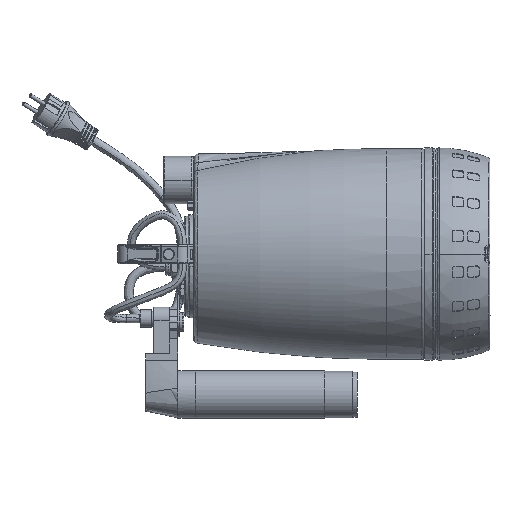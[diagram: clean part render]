
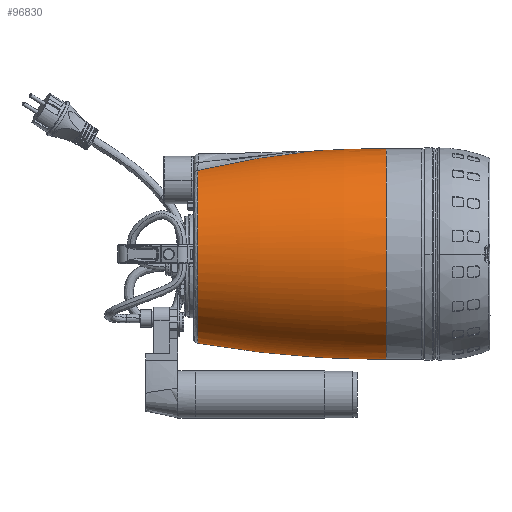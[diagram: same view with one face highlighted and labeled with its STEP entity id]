
A CAD part, left-side view. The second image highlights one B-rep face of the part: STEP entity #96830.
In plain terms, the highlighted toroidal (fillet/blend) face has major radius 1069.78 mm and minor radius 1183.03 mm.
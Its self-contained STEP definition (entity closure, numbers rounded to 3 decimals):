
#1052 = CARTESIAN_POINT ( 'NONE',  ( -130.535, 113.234, -9.763 ) ) ;
#2272 = CARTESIAN_POINT ( 'NONE',  ( -132.156, 95.099, -0.614 ) ) ;
#3171 = EDGE_CURVE ( 'NONE', #49198, #8339, #106012, .T. ) ;
#3978 = CARTESIAN_POINT ( 'NONE',  ( -90.896, 229.415, -66.936 ) ) ;
#4586 = CARTESIAN_POINT ( 'NONE',  ( 68.142, 229.415, -38.128 ) ) ;
#4707 = AXIS2_PLACEMENT_3D ( 'NONE', #5681, #72465, #43107 ) ;
#5265 = VERTEX_POINT ( 'NONE', #73104 ) ;
#5681 = CARTESIAN_POINT ( 'NONE',  ( -20.893, 26.561, 0. ) ) ;
#6897 = FACE_OUTER_BOUND ( 'NONE', #102056, .T. ) ;
#7690 = CARTESIAN_POINT ( 'NONE',  ( -1090.673, 26.561, 0. ) ) ;
#8339 = VERTEX_POINT ( 'NONE', #46748 ) ;
#10869 = CARTESIAN_POINT ( 'NONE',  ( -118.129, 194.833, -28.366 ) ) ;
#13188 = CARTESIAN_POINT ( 'NONE',  ( 28.243, 229.415, -84.418 ) ) ;
#14982 = CARTESIAN_POINT ( 'NONE',  ( -108.595, 229.415, -38.769 ) ) ;
#20063 = CARTESIAN_POINT ( 'NONE',  ( -128.091, 134.497, -15.651 ) ) ;
#22446 = ORIENTED_EDGE ( 'NONE', *, *, #74609, .F. ) ;
#29267 = CARTESIAN_POINT ( 'NONE',  ( -124.386, 160.298, -21.664 ) ) ;
#29916 = EDGE_CURVE ( 'NONE', #92701, #96175, #100853, .T. ) ;
#30501 = CARTESIAN_POINT ( 'NONE',  ( -126.549, 145.945, -18.437 ) ) ;
#34004 = CARTESIAN_POINT ( 'NONE',  ( -69.133, 229.415, -84.944 ) ) ;
#36591 = CARTESIAN_POINT ( 'NONE',  ( -134.143, 26.561, 0. ) ) ;
#38475 = CARTESIAN_POINT ( 'NONE',  ( -112.546, 220.768, -32.417 ) ) ;
#39084 = CARTESIAN_POINT ( 'NONE',  ( -130.948, 109.059, -8.407 ) ) ;
#39461 = AXIS2_PLACEMENT_3D ( 'NONE', #67072, #117257, #70060 ) ;
#41413 = CARTESIAN_POINT ( 'NONE',  ( -103.787, 229.415, -48.837 ) ) ;
#43107 = DIRECTION ( 'NONE',  ( 1., 0., 0. ) ) ;
#46748 = CARTESIAN_POINT ( 'NONE',  ( -110.539, 229.415, -33.578 ) ) ;
#47023 = CARTESIAN_POINT ( 'NONE',  ( -110.539, 229.415, -33.578 ) ) ;
#47645 = CARTESIAN_POINT ( 'NONE',  ( -129.947, 118.861, -11.466 ) ) ;
#48251 = CARTESIAN_POINT ( 'NONE',  ( -111.216, 226.534, -33.202 ) ) ;
#48795 = ORIENTED_EDGE ( 'NONE', *, *, #3171, .F. ) ;
#48850 = CARTESIAN_POINT ( 'NONE',  ( -129.148, 125.949, -13.441 ) ) ;
#49198 = VERTEX_POINT ( 'NONE', #89826 ) ;
#53079 = DIRECTION ( 'NONE',  ( 0., 1., 0. ) ) ;
#53603 = TOROIDAL_SURFACE ( 'NONE', #4707, -1069.781, 1183.031 ) ;
#55902 = ORIENTED_EDGE ( 'NONE', *, *, #118312, .F. ) ;
#57445 = CARTESIAN_POINT ( 'NONE',  ( -115.111, 209.24, -30.72 ) ) ;
#57481 = B_SPLINE_CURVE_WITH_KNOTS ( 'NONE', 3,
 ( #47023, #48251, #38475, #57445, #10869, #104016, #29267, #30501, #20063, #48850, #47645, #1052, #39084, #86232, #113226, #76446, #67824, #96027, #2272, #114449 ),
 .UNSPECIFIED., .F., .F.,
 ( 4, 1, 1, 1, 1, 1, 1, 1, 1, 1, 1, 1, 1, 1, 1, 1, 1, 4 ),
 ( 0., 0.032, 0.063, 0.127, 0.19, 0.253, 0.317, 0.348, 0.38, 0.411, 0.427, 0.442, 0.458, 0.473, 0.481, 0.488, 0.494, 0.5 ),
 .UNSPECIFIED. ) ;
#61997 = ORIENTED_EDGE ( 'NONE', *, *, #29916, .F. ) ;
#65591 = AXIS2_PLACEMENT_3D ( 'NONE', #119510, #88934, #99305 ) ;
#67072 = CARTESIAN_POINT ( 'NONE',  ( 1048.888, 26.561, 0. ) ) ;
#67824 = CARTESIAN_POINT ( 'NONE',  ( -131.984, 97.277, -3.154 ) ) ;
#68706 = CIRCLE ( 'NONE', #39461, 1183.031 ) ;
#70060 = DIRECTION ( 'NONE',  ( 1., 0., 0. ) ) ;
#72465 = DIRECTION ( 'NONE',  ( 0., -1., 0. ) ) ;
#73104 = CARTESIAN_POINT ( 'NONE',  ( -132.156, 95.099, 0. ) ) ;
#74609 = EDGE_CURVE ( 'NONE', #8339, #5265, #57481, .T. ) ;
#76446 = CARTESIAN_POINT ( 'NONE',  ( -131.84, 99.045, -4.265 ) ) ;
#76644 = EDGE_CURVE ( 'NONE', #49198, #96175, #110147, .T. ) ;
#78170 = CARTESIAN_POINT ( 'NONE',  ( 74.836, 229.415, 0. ) ) ;
#86232 = CARTESIAN_POINT ( 'NONE',  ( -131.331, 104.949, -6.935 ) ) ;
#87951 = CARTESIAN_POINT ( 'NONE',  ( 74.836, 229.415, -5.544 ) ) ;
#88934 = DIRECTION ( 'NONE',  ( 0., -1., 0. ) ) ;
#89742 = CARTESIAN_POINT ( 'NONE',  ( 73.865, 229.415, -16.658 ) ) ;
#89826 = CARTESIAN_POINT ( 'NONE',  ( 74.836, 229.415, 0. ) ) ;
#90252 = CARTESIAN_POINT ( 'NONE',  ( 92.357, 26.561, 0. ) ) ;
#92701 = VERTEX_POINT ( 'NONE', #36591 ) ;
#94500 = AXIS2_PLACEMENT_3D ( 'NONE', #7690, #108251, #53079 ) ;
#96027 = CARTESIAN_POINT ( 'NONE',  ( -132.103, 95.786, -1.963 ) ) ;
#96175 = VERTEX_POINT ( 'NONE', #90252 ) ;
#96830 = ADVANCED_FACE ( 'NONE', ( #6897 ), #53603, .T. ) ;
#97154 = CARTESIAN_POINT ( 'NONE',  ( -3.482, 229.415, -96.117 ) ) ;
#98941 = CARTESIAN_POINT ( 'NONE',  ( -37.296, 229.415, -96.289 ) ) ;
#99305 = DIRECTION ( 'NONE',  ( 1., 0., 0. ) ) ;
#100853 = CIRCLE ( 'NONE', #65591, 113.25 ) ;
#102056 = EDGE_LOOP ( 'NONE', ( #55902, #22446, #48795, #120491, #61997 ) ) ;
#104016 = CARTESIAN_POINT ( 'NONE',  ( -121.429, 177.554, -25.186 ) ) ;
#106012 = B_SPLINE_CURVE_WITH_KNOTS ( 'NONE', 3,
 ( #78170, #87951, #89742, #4586, #117939, #13188, #97154, #98941, #34004, #3978, #41413, #14982, #116162 ),
 .UNSPECIFIED., .F., .F.,
 ( 4, 1, 1, 1, 1, 1, 1, 1, 1, 1, 4 ),
 ( 0., 0.063, 0.125, 0.25, 0.375, 0.5, 0.625, 0.75, 0.875, 0.937, 1. ),
 .UNSPECIFIED. ) ;
#108251 = DIRECTION ( 'NONE',  ( 0., 0., -1. ) ) ;
#110147 = CIRCLE ( 'NONE', #94500, 1183.031 ) ;
#113226 = CARTESIAN_POINT ( 'NONE',  ( -131.626, 101.603, -5.548 ) ) ;
#114449 = CARTESIAN_POINT ( 'NONE',  ( -132.156, 95.099, 0. ) ) ;
#116162 = CARTESIAN_POINT ( 'NONE',  ( -110.539, 229.415, -33.578 ) ) ;
#117257 = DIRECTION ( 'NONE',  ( 0., 0., 1. ) ) ;
#117939 = CARTESIAN_POINT ( 'NONE',  ( 54.078, 229.415, -62.626 ) ) ;
#118312 = EDGE_CURVE ( 'NONE', #5265, #92701, #68706, .T. ) ;
#119510 = CARTESIAN_POINT ( 'NONE',  ( -20.893, 26.561, 0. ) ) ;
#120491 = ORIENTED_EDGE ( 'NONE', *, *, #76644, .T. ) ;
